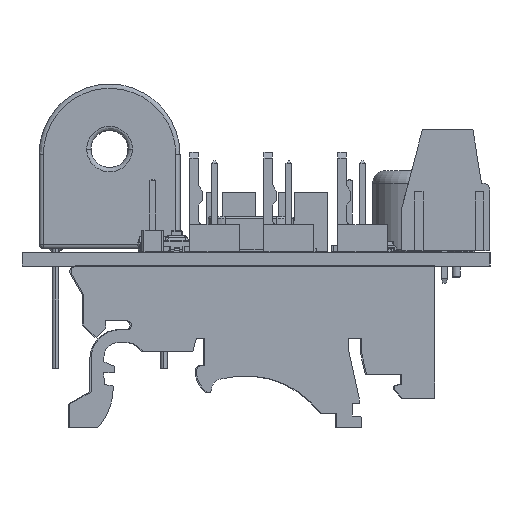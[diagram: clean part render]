
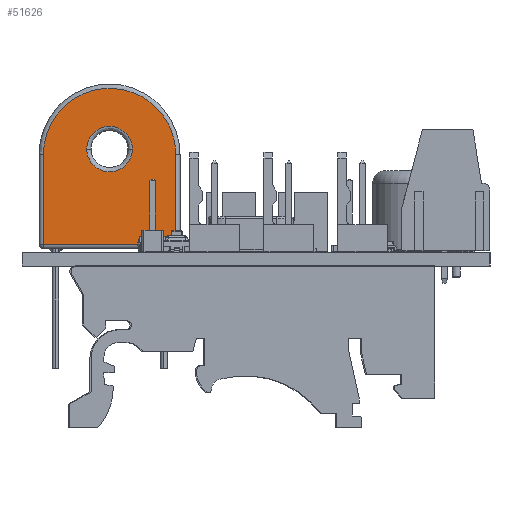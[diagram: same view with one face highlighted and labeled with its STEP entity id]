
A CAD part, left-side view. The second image highlights one B-rep face of the part: STEP entity #51626.
In plain terms, the highlighted face is planar.
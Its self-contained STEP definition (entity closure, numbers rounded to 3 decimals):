
#50570 = EDGE_CURVE('',#50571,#50573,#50575,.T.);
#50571 = VERTEX_POINT('',#50572);
#50572 = CARTESIAN_POINT('',(2.667,0.,0.));
#50573 = VERTEX_POINT('',#50574);
#50574 = CARTESIAN_POINT('',(-2.667,0.,
    0.));
#50575 = ( BOUNDED_CURVE() B_SPLINE_CURVE(3,(#50576,#50577,#50578,#50579
),.UNSPECIFIED.,.F.,.F.) B_SPLINE_CURVE_WITH_KNOTS((4,4),(0.,1.),
.PIECEWISE_BEZIER_KNOTS.) CURVE() GEOMETRIC_REPRESENTATION_ITEM() 
RATIONAL_B_SPLINE_CURVE((1.,0.333,0.333,1.)) 
REPRESENTATION_ITEM('') );
#50576 = CARTESIAN_POINT('',(2.667,0.,0.));
#50577 = CARTESIAN_POINT('',(2.667,-5.334,0.));
#50578 = CARTESIAN_POINT('',(-2.667,-5.334,0.));
#50579 = CARTESIAN_POINT('',(-2.667,0.,
    0.));
#51315 = VERTEX_POINT('',#51316);
#51316 = CARTESIAN_POINT('',(-7.747,-11.176,0.));
#51323 = EDGE_CURVE('',#51315,#51324,#51326,.T.);
#51324 = VERTEX_POINT('',#51325);
#51325 = CARTESIAN_POINT('',(7.747,-11.176,0.));
#51326 = LINE('',#51327,#51328);
#51327 = CARTESIAN_POINT('',(-8.255,-11.176,0.));
#51328 = VECTOR('',#51329,1.);
#51329 = DIRECTION('',(1.,0.,0.));
#51464 = VERTEX_POINT('',#51465);
#51465 = CARTESIAN_POINT('',(-7.747,-0.635,0.));
#51472 = EDGE_CURVE('',#51464,#51315,#51473,.T.);
#51473 = LINE('',#51474,#51475);
#51474 = CARTESIAN_POINT('',(-7.747,-11.684,0.));
#51475 = VECTOR('',#51476,1.);
#51476 = DIRECTION('',(0.,-1.,0.));
#51496 = VERTEX_POINT('',#51497);
#51497 = CARTESIAN_POINT('',(7.747,-0.635,0.));
#51504 = EDGE_CURVE('',#51496,#51464,#51505,.T.);
#51505 = ( BOUNDED_CURVE() B_SPLINE_CURVE(3,(#51506,#51507,#51508,#51509
),.UNSPECIFIED.,.F.,.F.) B_SPLINE_CURVE_WITH_KNOTS((4,4),(0.,1.),
.PIECEWISE_BEZIER_KNOTS.) CURVE() GEOMETRIC_REPRESENTATION_ITEM() 
RATIONAL_B_SPLINE_CURVE((1.,0.333,0.333,1.)) 
REPRESENTATION_ITEM('') );
#51506 = CARTESIAN_POINT('',(7.747,-0.635,0.));
#51507 = CARTESIAN_POINT('',(7.747,14.859,0.));
#51508 = CARTESIAN_POINT('',(-7.747,14.859,0.));
#51509 = CARTESIAN_POINT('',(-7.747,-0.635,0.));
#51531 = EDGE_CURVE('',#51324,#51496,#51532,.T.);
#51532 = LINE('',#51533,#51534);
#51533 = CARTESIAN_POINT('',(7.747,-11.684,0.));
#51534 = VECTOR('',#51535,1.);
#51535 = DIRECTION('',(0.,1.,0.));
#51555 = EDGE_CURVE('',#50573,#50571,#51556,.T.);
#51556 = ( BOUNDED_CURVE() B_SPLINE_CURVE(3,(#51557,#51558,#51559,#51560
),.UNSPECIFIED.,.F.,.F.) B_SPLINE_CURVE_WITH_KNOTS((4,4),(0.,1.),
.PIECEWISE_BEZIER_KNOTS.) CURVE() GEOMETRIC_REPRESENTATION_ITEM() 
RATIONAL_B_SPLINE_CURVE((1.,0.333,0.333,1.)) 
REPRESENTATION_ITEM('') );
#51557 = CARTESIAN_POINT('',(-2.667,0.,
    0.));
#51558 = CARTESIAN_POINT('',(-2.667,5.334,0.));
#51559 = CARTESIAN_POINT('',(2.667,5.334,0.));
#51560 = CARTESIAN_POINT('',(2.667,0.,0.));
#51626 = ADVANCED_FACE('',(#51627,#51633),#51637,.F.);
#51627 = FACE_BOUND('',#51628,.T.);
#51628 = EDGE_LOOP('',(#51629,#51630,#51631,#51632));
#51629 = ORIENTED_EDGE('',*,*,#51323,.F.);
#51630 = ORIENTED_EDGE('',*,*,#51472,.F.);
#51631 = ORIENTED_EDGE('',*,*,#51504,.F.);
#51632 = ORIENTED_EDGE('',*,*,#51531,.F.);
#51633 = FACE_BOUND('',#51634,.T.);
#51634 = EDGE_LOOP('',(#51635,#51636));
#51635 = ORIENTED_EDGE('',*,*,#50570,.F.);
#51636 = ORIENTED_EDGE('',*,*,#51555,.F.);
#51637 = PLANE('',#51638);
#51638 = AXIS2_PLACEMENT_3D('',#51639,#51640,#51641);
#51639 = CARTESIAN_POINT('',(0.,-0.635,0.));
#51640 = DIRECTION('',(0.,0.,1.));
#51641 = DIRECTION('',(1.,0.,-0.));
